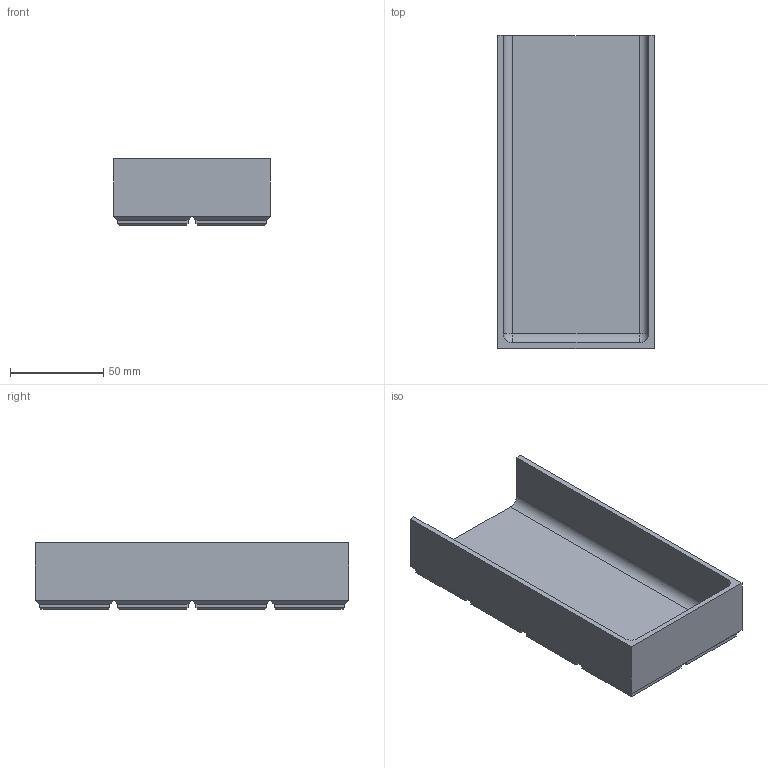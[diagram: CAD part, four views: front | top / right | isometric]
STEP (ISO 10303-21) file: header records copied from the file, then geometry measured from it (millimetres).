
FILE_DESCRIPTION(('FreeCAD Model'),'2;1');
FILE_NAME('Open CASCADE Shape Model','2026-01-09T05:00:45',('Author'),( ''),'Open CASCADE STEP processor 7.8','FreeCAD','Unknown');
FILE_SCHEMA(('AUTOMOTIVE_DESIGN { 1 0 10303 214 1 1 1 1 }'));
Length unit declared in the file: millimetre
Products named in the file (1): Body
Bounding box: 83.99 x 167.97 x 35.75 mm (x, y, z)
Volume: 110352.8 mm3; surface area: 56442.2 mm2
Topology: 1 solids, 1 shells, 112 faces, 243 edges, 131 vertices
Faces by surface type: plane 105, cylinder 5, sphere 2
Entity records: 2885 total; most frequent: CARTESIAN_POINT 485, ORIENTED_EDGE 482, DIRECTION 477, EDGE_CURVE 241, LINE 231, VECTOR 231, VERTEX_POINT 131, AXIS2_PLACEMENT_3D 123
